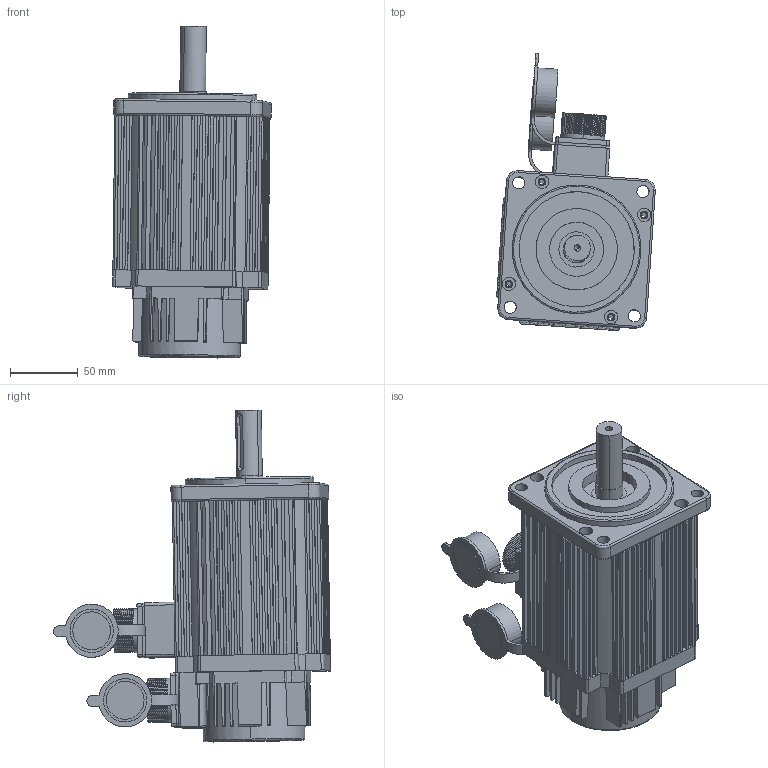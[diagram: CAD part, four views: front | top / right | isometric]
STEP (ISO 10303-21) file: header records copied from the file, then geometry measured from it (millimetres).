
FILE_DESCRIPTION (( 'STEP AP203' ), '1' );
FILE_NAME ('110-4装配.STEP', '2018-09-13T08:57:34', ( '微软用户' ), ( '微软中国' ), 'SwSTEP 2.0', 'SolidWorks 2016', '' );
FILE_SCHEMA (( 'CONFIG_CONTROL_DESIGN' ));
Length unit declared in the file: millimetre
Products named in the file (10): 15郋瑤脣; 110 粣; 110儂褲; 110-4蚾饜; 110綴傷裔; 110ヶ傷裔; 晤鎢ん欶; 130瑤脣々菜; 130瑤脣價釱; 130 4郋瑤脣
Assembly tree (10 placements, depth 2):
  110-4蚾饜
    110儂褲
    110綴傷裔
    110ヶ傷裔
    晤鎢ん欶
    130瑤脣々菜  x2
    130瑤脣價釱
    130 4郋瑤脣
    15郋瑤脣
    110 粣
Bounding box: 117.02 x 204.43 x 244.92 mm (x, y, z)
Volume: 651526.2 mm3; surface area: 335277.8 mm2
Topology: 11 solids, 11 shells, 1270 faces, 3408 edges, 2198 vertices
Faces by surface type: plane 596, cylinder 562, torus 45, sphere 36, cone 23, bspline 8
Entity records: 42691 total; most frequent: CARTESIAN_POINT 10998, ORIENTED_EDGE 6428, DIRECTION 6415, EDGE_CURVE 3214, AXIS2_PLACEMENT_3D 2281, VERTEX_POINT 2098, VECTOR 1853, LINE 1853
